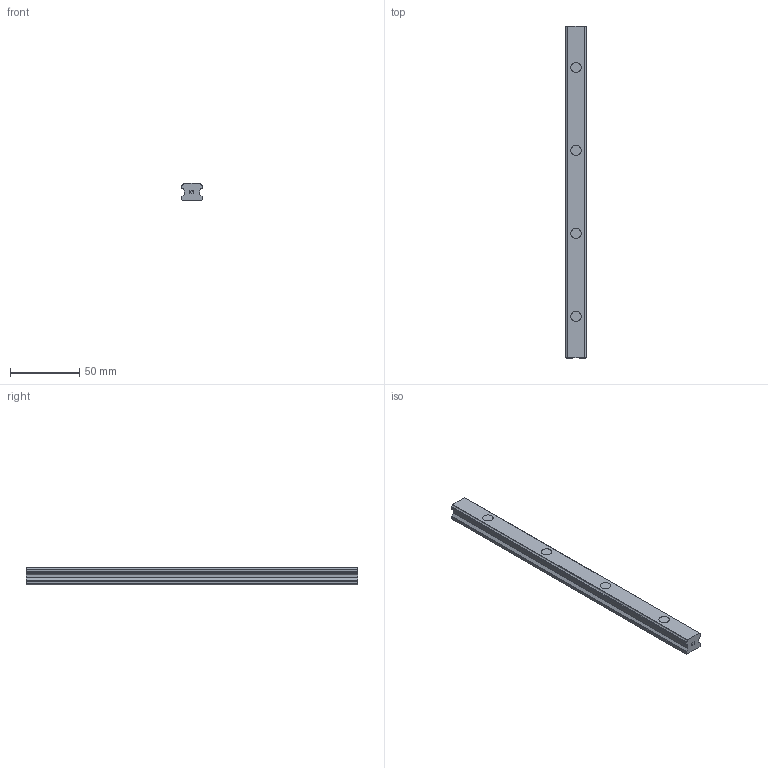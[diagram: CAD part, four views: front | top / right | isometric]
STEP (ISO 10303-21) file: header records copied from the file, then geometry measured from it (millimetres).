
FILE_DESCRIPTION(('STEP AP214'),'1');
FILE_NAME('cctmp_AB148EE3-CA3B-4254-912F-1C86EC6FA665_2021_02_03_11_25_04_0477..stp','2021-02-03T10:25:04',('HIWIN GmbH'),('CADClick - www.CADClick.com'),'Spatial InterOp 3D',' ','unknown authorization');
FILE_SCHEMA(('AUTOMOTIVE_DESIGN'));
Length unit declared in the file: millimetre
Products named in the file (1): EGR15U240C_FILE
Bounding box: 15 x 240 x 12.5 mm (x, y, z)
Volume: 38232.2 mm3; surface area: 14917.8 mm2
Topology: 1 solids, 1 shells, 143 faces, 387 edges, 258 vertices
Faces by surface type: plane 101, cylinder 42
Entity records: 5669 total; most frequent: CARTESIAN_POINT 789, DIRECTION 775, ORIENTED_EDGE 774, EDGE_CURVE 387, LINE 287, VECTOR 287, VERTEX_POINT 258, AXIS2_PLACEMENT_3D 244
